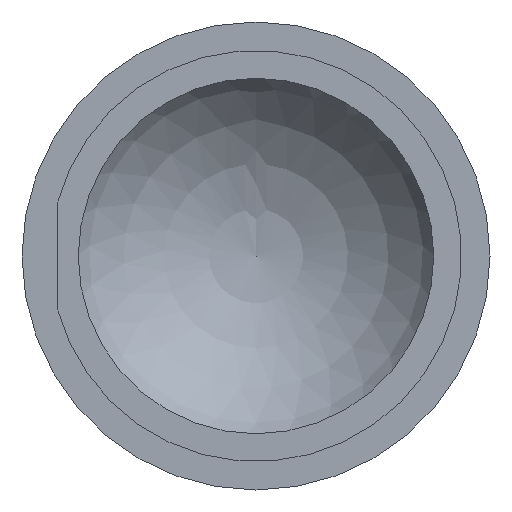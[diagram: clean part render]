
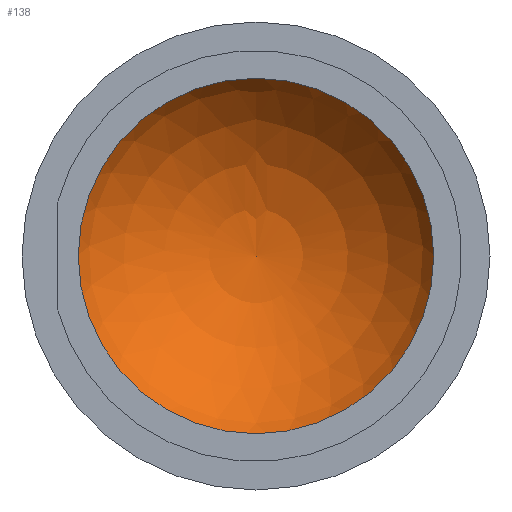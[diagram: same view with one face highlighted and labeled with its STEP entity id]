
A CAD part, front view. The second image highlights one B-rep face of the part: STEP entity #138.
In plain terms, the highlighted spherical face has radius 15.85 mm.
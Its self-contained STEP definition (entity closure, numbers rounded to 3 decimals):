
#16=SPHERICAL_SURFACE('',#177,15.85);
#28=CIRCLE('',#178,15.818);
#29=CIRCLE('',#179,15.85);
#39=FACE_OUTER_BOUND('',#50,.T.);
#50=EDGE_LOOP('',(#112,#113,#114));
#76=VERTEX_POINT('',#260);
#77=VERTEX_POINT('',#262);
#91=EDGE_CURVE('',#76,#76,#28,.T.);
#92=EDGE_CURVE('',#76,#77,#29,.T.);
#112=ORIENTED_EDGE('',*,*,#91,.T.);
#113=ORIENTED_EDGE('',*,*,#92,.T.);
#114=ORIENTED_EDGE('',*,*,#92,.F.);
#138=ADVANCED_FACE('',(#39),#16,.F.);
#177=AXIS2_PLACEMENT_3D('',#259,#214,#215);
#178=AXIS2_PLACEMENT_3D('',#261,#216,#217);
#179=AXIS2_PLACEMENT_3D('',#263,#218,#219);
#214=DIRECTION('center_axis',(0.,1.,0.));
#215=DIRECTION('ref_axis',(0.,0.,-1.));
#216=DIRECTION('center_axis',(0.,-1.,0.));
#217=DIRECTION('ref_axis',(0.,0.,1.));
#218=DIRECTION('center_axis',(-1.,0.,0.));
#219=DIRECTION('ref_axis',(0.,0.,1.));
#259=CARTESIAN_POINT('Origin',(0.,15.,0.));
#260=CARTESIAN_POINT('',(0.,16.,15.818));
#261=CARTESIAN_POINT('Origin',(0.,16.,0.));
#262=CARTESIAN_POINT('',(0.,30.85,0.));
#263=CARTESIAN_POINT('Origin',(0.,15.,0.));
